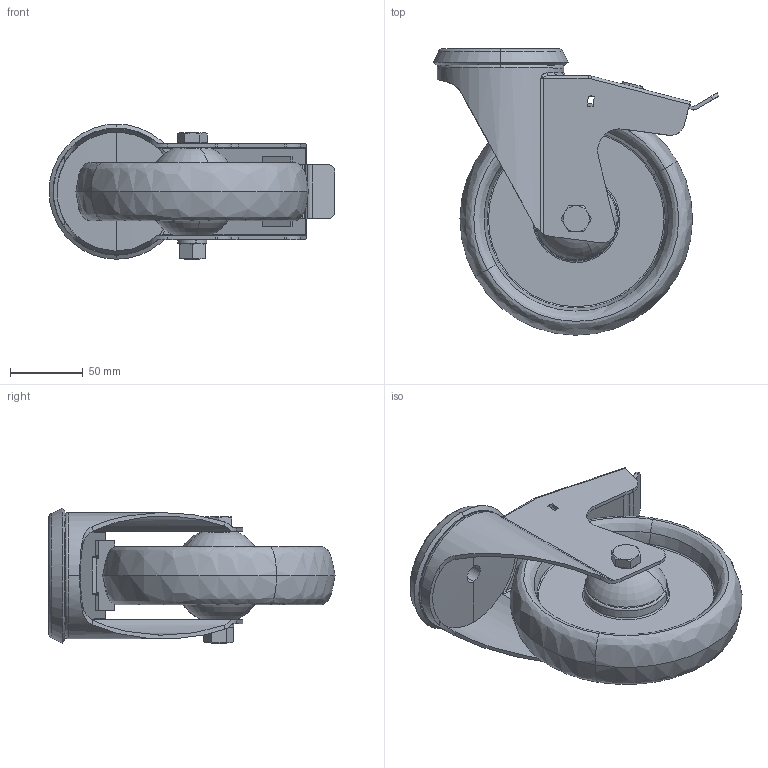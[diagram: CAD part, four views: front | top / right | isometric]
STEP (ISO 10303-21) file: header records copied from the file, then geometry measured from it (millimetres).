
FILE_DESCRIPTION (( 'STEP AP214' ), '1' );
FILE_NAME ('0030145.step', '2024-09-03T08:13:15', ( '' ), ( '' ), 'SwSTEP 2.0', 'SolidWorks 2020', '' );
FILE_SCHEMA (( 'AUTOMOTIVE_DESIGN' ));
Length unit declared in the file: millimetre
Products named in the file (1): 0030145
Bounding box: 196.7 x 197 x 93.5 mm (x, y, z)
Volume: 659778.6 mm3; surface area: 175205 mm2
Topology: 11 solids, 11 shells, 339 faces, 802 edges, 497 vertices
Faces by surface type: cylinder 112, plane 105, torus 58, cone 46, bspline 18
Entity records: 15290 total; most frequent: CARTESIAN_POINT 3547, DIRECTION 1731, ORIENTED_EDGE 1600, EDGE_CURVE 800, AXIS2_PLACEMENT_3D 715, VERTEX_POINT 497, CIRCLE 393, EDGE_LOOP 379
